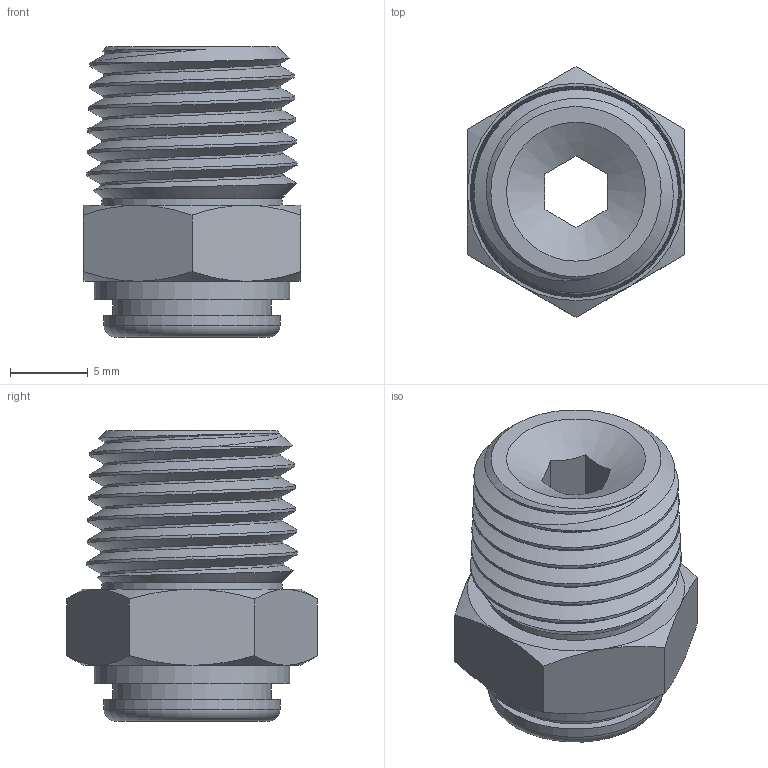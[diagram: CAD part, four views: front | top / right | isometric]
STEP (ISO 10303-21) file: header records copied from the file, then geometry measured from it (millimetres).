
FILE_DESCRIPTION(/* description */ ('Push-to-Connect Tube Fitting for Air'),/* implementation_level */ '2;1');
FILE_NAME(/* name */ '1,,4 NPT to 6mm.step',/* time_stamp */ '2025-11-18T11:11:18-05:00',/* author */ (''),/* organization */ (''),/* preprocessor_version */ 'ST-DEVELOPER v20.1',/* originating_system */ 'Autodesk Translation Framework v14.21.0.0',/* authorisation */ '');
FILE_SCHEMA (('AUTOMOTIVE_DESIGN { 1 0 10303 214 3 1 1 }'));
Length unit declared in the file: millimetre
Products named in the file (1): 5225K713
Bounding box: 14 x 16.17 x 18.71 mm (x, y, z)
Volume: 2024.7 mm3; surface area: 1622.6 mm2
Topology: 1 solids, 1 shells, 51 faces, 120 edges, 76 vertices
Faces by surface type: cone 24, plane 19, cylinder 4, bspline 3, torus 1
Full cylindrical faces by diameter (mm): 6 x1, 10.206 x1, 11.34 x1, 12.6 x1
Entity records: 4624 total; most frequent: CARTESIAN_POINT 3521, ORIENTED_EDGE 240, DIRECTION 195, EDGE_CURVE 120, AXIS2_PLACEMENT_3D 81, VERTEX_POINT 76, EDGE_LOOP 58, FACE_OUTER_BOUND 51
